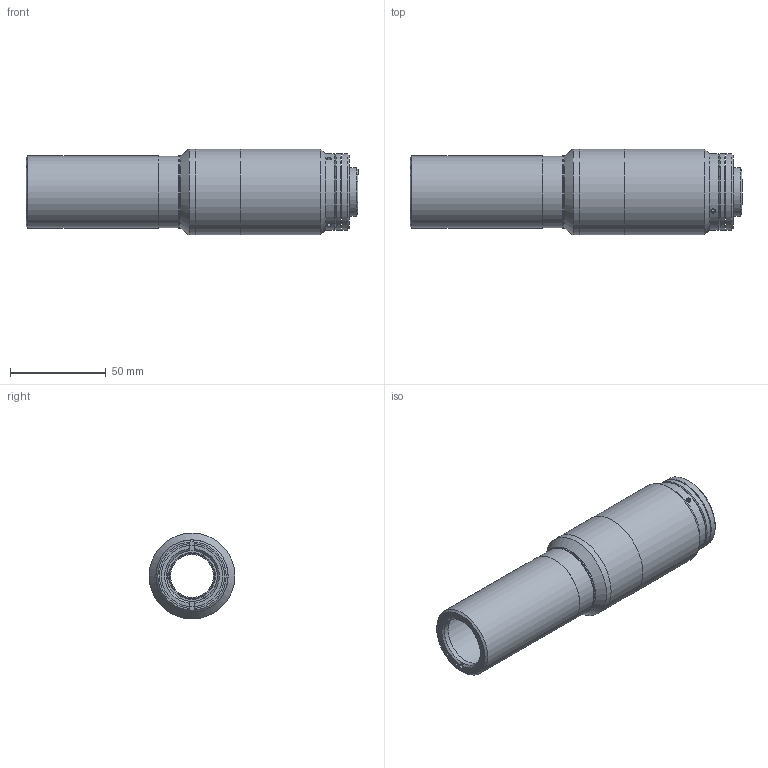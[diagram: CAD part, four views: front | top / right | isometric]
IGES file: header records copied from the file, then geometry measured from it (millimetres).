
Start section: SolidWorks IGES file using analytic representation for surfaces
Global section: file name: DP32098-A_TC4MHRP016-C.igs; native system: SolidWorks 2021; preprocessor: SolidWorks 2021; author: lrizzotto; date: 220613.092536; units: millimetre
Bounding box: 173.74 x 45 x 45 mm (x, y, z)
Surface area: 30307.9 mm2 (no closed solid volume)
Topology: 0 solids, 0 shells, 61 faces, 376 edges, 349 vertices
Faces by surface type: bspline 32, revolution 29
